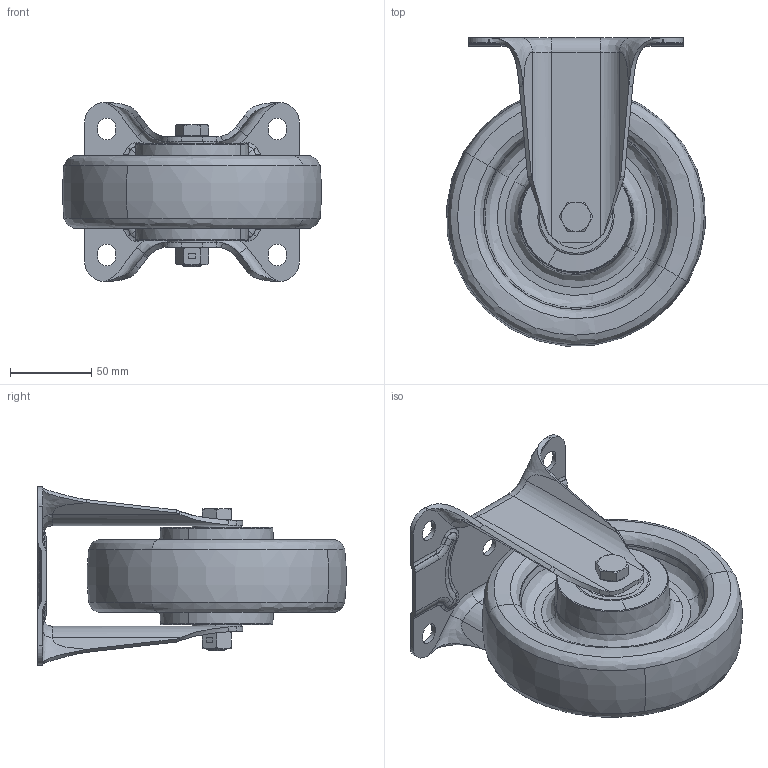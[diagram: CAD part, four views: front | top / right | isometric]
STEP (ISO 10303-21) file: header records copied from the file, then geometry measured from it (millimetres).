
FILE_DESCRIPTION (( 'STEP AP214' ), '1' );
FILE_NAME ('0056013.step', '2023-08-24T10:09:57', ( '' ), ( '' ), 'SwSTEP 2.0', 'SolidWorks 2020', '' );
FILE_SCHEMA (( 'AUTOMOTIVE_DESIGN' ));
Length unit declared in the file: millimetre
Products named in the file (1): 0056013
Bounding box: 159.22 x 189.61 x 110 mm (x, y, z)
Volume: 790125.3 mm3; surface area: 239414.5 mm2
Topology: 18 solids, 18 shells, 612 faces, 1444 edges, 876 vertices
Faces by surface type: bspline 206, plane 170, cylinder 144, cone 52, torus 40
Entity records: 37611 total; most frequent: CARTESIAN_POINT 17853, ORIENTED_EDGE 2888, DIRECTION 2416, EDGE_CURVE 1444, AXIS2_PLACEMENT_3D 965, VERTEX_POINT 876, EDGE_LOOP 666, UNCERTAINTY_MEASURE_WITH_UNIT 632
